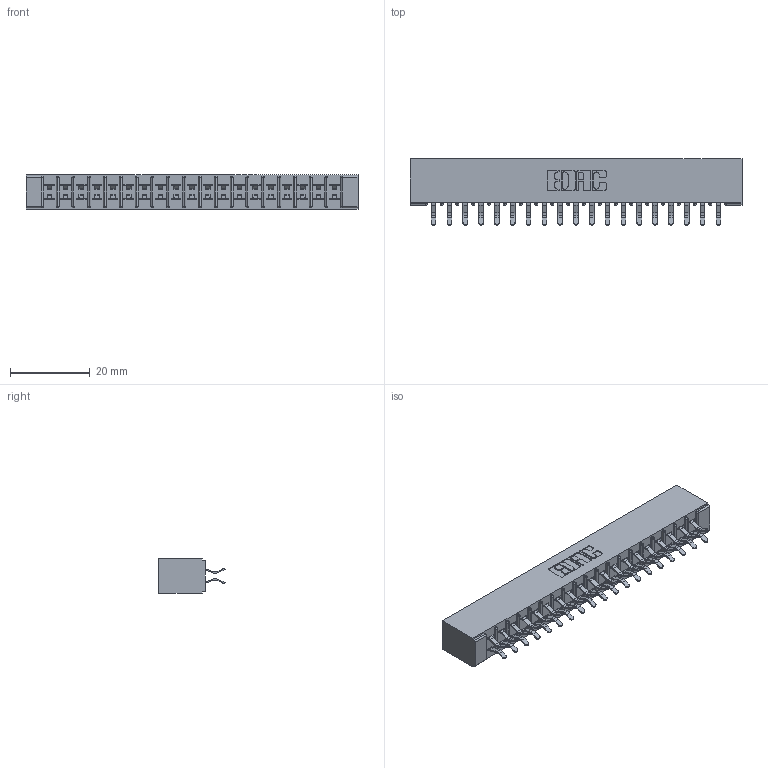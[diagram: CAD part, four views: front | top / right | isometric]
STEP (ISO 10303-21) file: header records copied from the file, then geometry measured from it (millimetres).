
FILE_DESCRIPTION (( 'STEP AP203' ), '1' );
FILE_NAME ('305-038-556-201.STEP', '2019-09-09T18:40:46', ( '' ), ( '' ), 'SwSTEP 2.0', 'SolidWorks 2016', '' );
FILE_SCHEMA (( 'CONFIG_CONTROL_DESIGN' ));
Length unit declared in the file: inch
Products named in the file (3): 305-290-001_556; 305 Part_No Mounting; 305-038-556-201
Assembly tree (39 placements, depth 2):
  305-038-556-201
    305 Part_No Mounting
    305-290-001_556  x38
Bounding box: 83.16 x 16.64 x 8.71 mm (x, y, z)
Volume: 5401.1 mm3; surface area: 10612.4 mm2
Topology: 39 solids, 39 shells, 2236 faces, 6429 edges, 4182 vertices
Faces by surface type: plane 1242, cylinder 918, sphere 76
Entity records: 23316 total; most frequent: CARTESIAN_POINT 3859, ORIENTED_EDGE 3826, DIRECTION 3753, EDGE_CURVE 1913, LINE 1521, VECTOR 1521, VERTEX_POINT 1222, AXIS2_PLACEMENT_3D 1116
